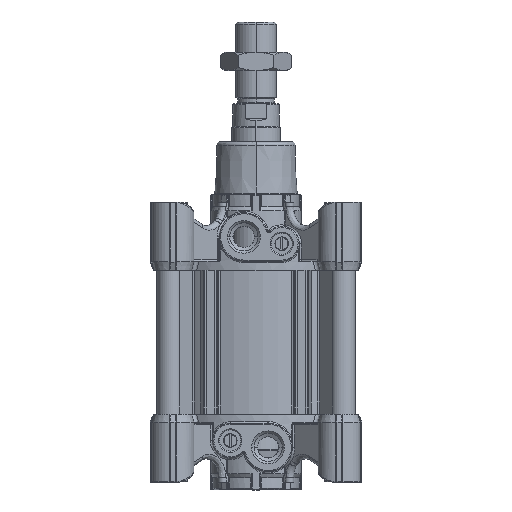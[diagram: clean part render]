
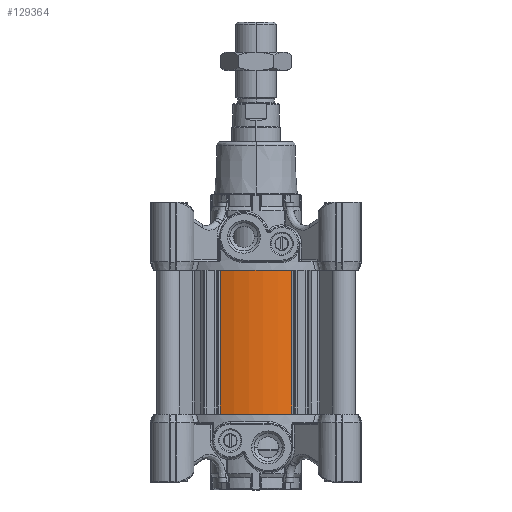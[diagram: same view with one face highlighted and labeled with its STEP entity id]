
A CAD part, top view. The second image highlights one B-rep face of the part: STEP entity #129364.
In plain terms, the highlighted cylindrical face has radius 65.5 mm (diameter 131 mm), a partial arc.
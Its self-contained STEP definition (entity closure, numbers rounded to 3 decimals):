
#5567 = DIRECTION ( 'NONE',  ( 0., 1., 0. ) ) ;
#6376 = LINE ( 'NONE', #69249, #138675 ) ;
#10202 = AXIS2_PLACEMENT_3D ( 'NONE', #90328, #5567, #92411 ) ;
#19870 = ORIENTED_EDGE ( 'NONE', *, *, #31557, .T. ) ;
#20389 = VERTEX_POINT ( 'NONE', #55848 ) ;
#25051 = CARTESIAN_POINT ( 'NONE',  ( -23.531, 140., 61.127 ) ) ;
#26047 = CYLINDRICAL_SURFACE ( 'NONE', #10202, 65.5 ) ;
#27786 = VECTOR ( 'NONE', #68234, 1000. ) ;
#27798 = EDGE_CURVE ( 'NONE', #91312, #83846, #6376, .T. ) ;
#31557 = EDGE_CURVE ( 'NONE', #20389, #83846, #132252, .T. ) ;
#38127 = DIRECTION ( 'NONE',  ( 0., 1., 0. ) ) ;
#42778 = EDGE_CURVE ( 'NONE', #63271, #20389, #79489, .T. ) ;
#43198 = CARTESIAN_POINT ( 'NONE',  ( 0., 45., 0. ) ) ;
#50219 = ORIENTED_EDGE ( 'NONE', *, *, #42778, .T. ) ;
#54513 = DIRECTION ( 'NONE',  ( 1., 0., 0. ) ) ;
#55848 = CARTESIAN_POINT ( 'NONE',  ( 23.531, 140., 61.127 ) ) ;
#57012 = EDGE_CURVE ( 'NONE', #63271, #91312, #113345, .T. ) ;
#62196 = DIRECTION ( 'NONE',  ( 0., -1., 0. ) ) ;
#62896 = CARTESIAN_POINT ( 'NONE',  ( 0., 140., 0. ) ) ;
#63271 = VERTEX_POINT ( 'NONE', #118757 ) ;
#68234 = DIRECTION ( 'NONE',  ( 0., 1., 0. ) ) ;
#69249 = CARTESIAN_POINT ( 'NONE',  ( -23.531, 70., 61.127 ) ) ;
#79489 = LINE ( 'NONE', #110624, #27786 ) ;
#83846 = VERTEX_POINT ( 'NONE', #25051 ) ;
#86065 = ORIENTED_EDGE ( 'NONE', *, *, #57012, .F. ) ;
#87291 = AXIS2_PLACEMENT_3D ( 'NONE', #62896, #62196, #139051 ) ;
#87706 = DIRECTION ( 'NONE',  ( 0., -1., 0. ) ) ;
#90328 = CARTESIAN_POINT ( 'NONE',  ( 0., 70., 0. ) ) ;
#91312 = VERTEX_POINT ( 'NONE', #94068 ) ;
#92411 = DIRECTION ( 'NONE',  ( -1., 0., 0. ) ) ;
#93097 = AXIS2_PLACEMENT_3D ( 'NONE', #43198, #87706, #54513 ) ;
#94068 = CARTESIAN_POINT ( 'NONE',  ( -23.531, 45., 61.127 ) ) ;
#96133 = ORIENTED_EDGE ( 'NONE', *, *, #27798, .F. ) ;
#110624 = CARTESIAN_POINT ( 'NONE',  ( 23.531, 70., 61.127 ) ) ;
#112197 = FACE_OUTER_BOUND ( 'NONE', #139311, .T. ) ;
#113345 = CIRCLE ( 'NONE', #93097, 65.5 ) ;
#118757 = CARTESIAN_POINT ( 'NONE',  ( 23.531, 45., 61.127 ) ) ;
#129364 = ADVANCED_FACE ( 'NONE', ( #112197 ), #26047, .T. ) ;
#132252 = CIRCLE ( 'NONE', #87291, 65.5 ) ;
#138675 = VECTOR ( 'NONE', #38127, 1000. ) ;
#139051 = DIRECTION ( 'NONE',  ( 1., 0., 0. ) ) ;
#139311 = EDGE_LOOP ( 'NONE', ( #19870, #96133, #86065, #50219 ) ) ;
